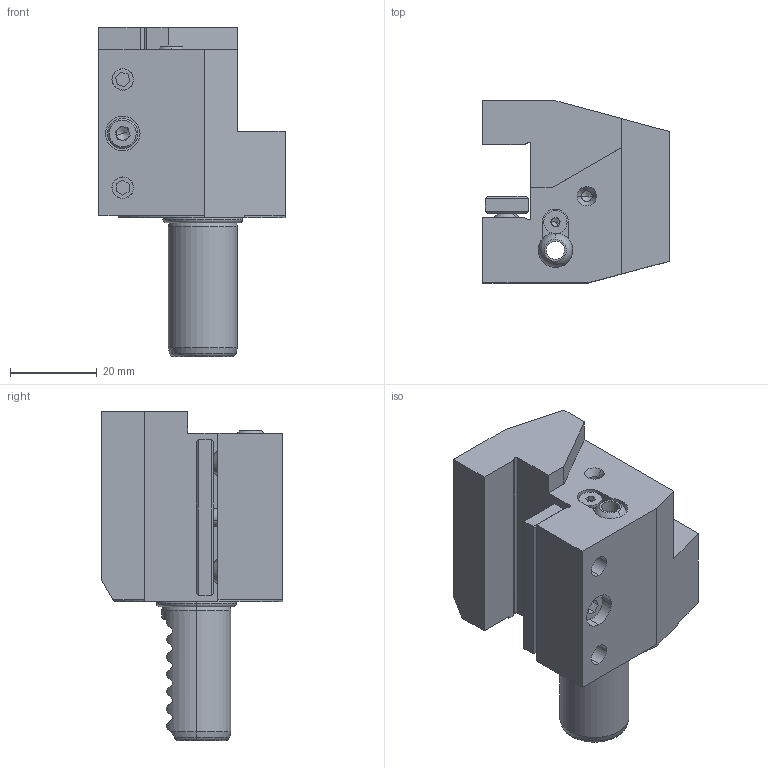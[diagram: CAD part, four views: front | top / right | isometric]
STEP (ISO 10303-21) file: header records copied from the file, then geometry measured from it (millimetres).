
FILE_DESCRIPTION (( 'STEP AP203' ), '1' );
FILE_NAME ('C4-16X12X44 ASSEMBLY.STEP', '2019-10-14T08:31:36', ( '' ), ( '' ), 'SwSTEP 2.0', 'SolidWorks 2017', '' );
FILE_SCHEMA (( 'CONFIG_CONTROL_DESIGN' ));
Length unit declared in the file: millimetre
Products named in the file (1): C4-16X12X44 ASSEMBLY
Bounding box: 43 x 42 x 76 mm (x, y, z)
Volume: 58685.3 mm3; surface area: 16242.2 mm2
Topology: 10 solids, 10 shells, 243 faces, 575 edges, 349 vertices
Faces by surface type: plane 124, cylinder 55, cone 39, torus 21, sphere 2, bspline 2
Entity records: 8224 total; most frequent: CARTESIAN_POINT 2623, DIRECTION 1180, ORIENTED_EDGE 1120, EDGE_CURVE 560, AXIS2_PLACEMENT_3D 431, VERTEX_POINT 346, LINE 318, VECTOR 318
